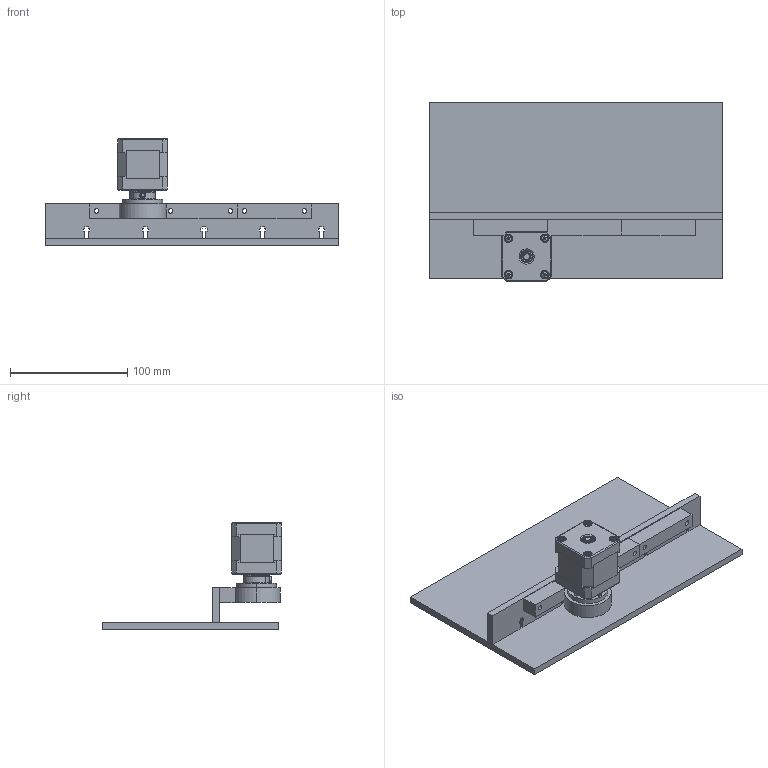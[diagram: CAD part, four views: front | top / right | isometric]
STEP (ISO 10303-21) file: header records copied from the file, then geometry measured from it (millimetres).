
FILE_DESCRIPTION (( 'STEP AP203' ), '1' );
FILE_NAME ('Ñèñòåìà óïðàâëåíèÿ äîñòóïîì íà çàêðûòóþ òåððèòîðèþ.STEP', '2025-02-08T17:14:48', ( '' ), ( '' ), 'SwSTEP 2.0', 'SolidWorks 2024', '' );
FILE_SCHEMA (( 'CONFIG_CONTROL_DESIGN' ));
Length unit declared in the file: millimetre
Products named in the file (10): ступица 5мм; ворота; ступица+переходник; шестеренка; Система управления доступом на закрытую территорию; переходник; рейка; Morot  Nema 17 model 17HS8401; Сборка(шестерня+переходник+ступица); подставка
Assembly tree (11 placements, depth 4):
  Система управления доступом на закрытую территорию
    ворота
    подставка
    рейка  x3
    Сборка(шестерня+переходник+ступица)
      шестеренка
      ступица+переходник
        переходник
        ступица 5мм
      Morot  Nema 17 model 17HS8401
Bounding box: 250 x 152.39 x 90.9 mm (x, y, z)
Volume: 319596.7 mm3; surface area: 135609.9 mm2
Topology: 9 solids, 19 shells, 446 faces, 1163 edges, 747 vertices
Faces by surface type: plane 250, cylinder 128, bspline 52, cone 10, torus 6
Entity records: 15734 total; most frequent: CARTESIAN_POINT 4251, ORIENTED_EDGE 2124, DIRECTION 2087, EDGE_CURVE 1113, VERTEX_POINT 715, VECTOR 709, LINE 709, AXIS2_PLACEMENT_3D 689
